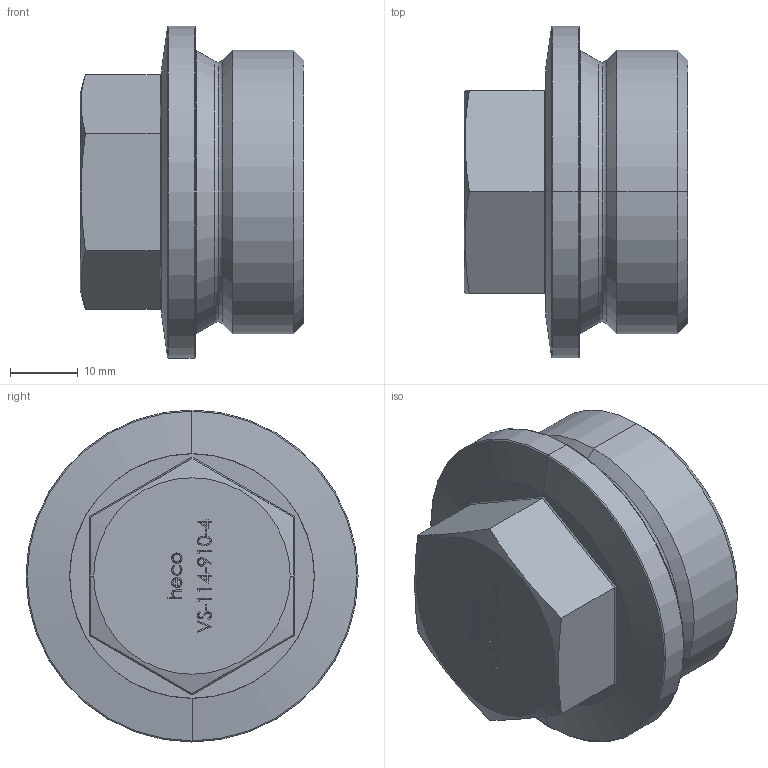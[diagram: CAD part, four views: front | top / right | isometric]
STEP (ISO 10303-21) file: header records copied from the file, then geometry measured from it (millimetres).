
FILE_DESCRIPTION (( 'STEP AP214' ), '1' );
FILE_NAME ('VS-114-910-4 Verschluss-Schraube.STEP', '2018-06-18T13:45:43', ( '' ), ( '' ), 'SwSTEP 2.0', 'SolidWorks 2016', '' );
FILE_SCHEMA (( 'AUTOMOTIVE_DESIGN' ));
Length unit declared in the file: millimetre
Products named in the file (1): VS-114-910-4 Verschluss-Schraube
Bounding box: 33 x 49 x 49 mm (x, y, z)
Volume: 39577.6 mm3; surface area: 7692.6 mm2
Topology: 1 solids, 1 shells, 271 faces, 693 edges, 450 vertices
Faces by surface type: plane 142, bspline 103, torus 12, cone 10, cylinder 4
Entity records: 15198 total; most frequent: CARTESIAN_POINT 7492, ORIENTED_EDGE 1386, DIRECTION 853, EDGE_CURVE 693, VERTEX_POINT 450, VECTOR 431, LINE 431, EDGE_LOOP 297
